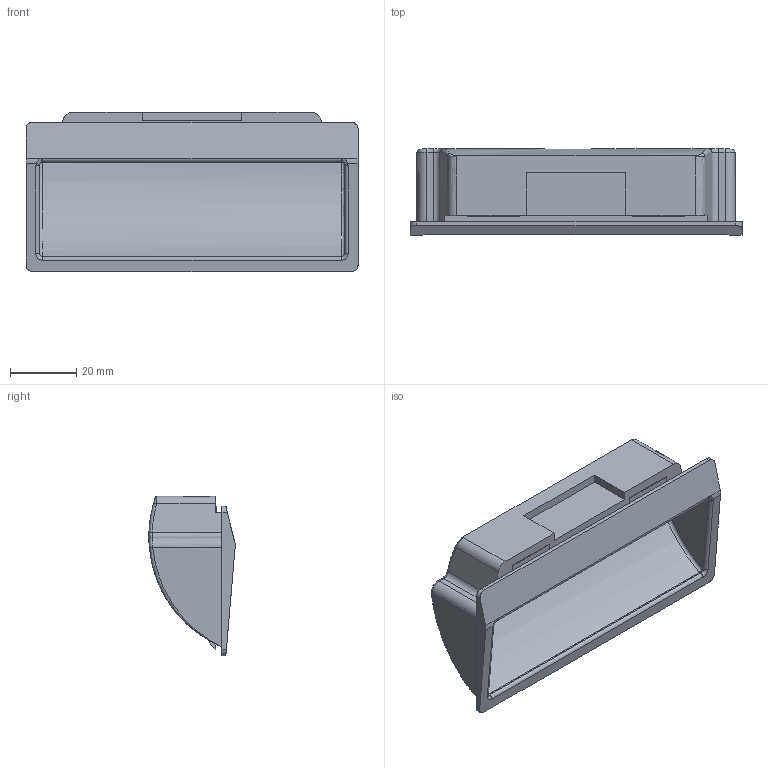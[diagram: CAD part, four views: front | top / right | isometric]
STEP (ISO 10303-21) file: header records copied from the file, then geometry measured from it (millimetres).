
FILE_DESCRIPTION((''),'2;1');
FILE_NAME('','2005-10-12T14:24:21',(''),(''),'','CADfix','');
FILE_SCHEMA(('AUTOMOTIVE_DESIGN'));
Length unit declared in the file: millimetre
Products named in the file (1): pull
Bounding box: 100 x 26 x 48 mm (x, y, z)
Volume: 24218.6 mm3; surface area: 19842.3 mm2
Topology: 1 solids, 1 shells, 116 faces, 307 edges, 192 vertices
Faces by surface type: bspline 116
Entity records: 5274 total; most frequent: CARTESIAN_POINT 3519, ORIENTED_EDGE 610, EDGE_CURVE 305, VERTEX_POINT 192, QUASI_UNIFORM_CURVE 181, EDGE_LOOP 117, FACE_OUTER_BOUND 116, ADVANCED_FACE 116
